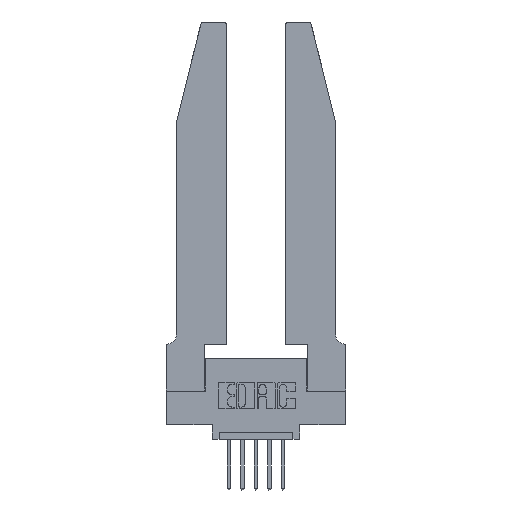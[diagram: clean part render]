
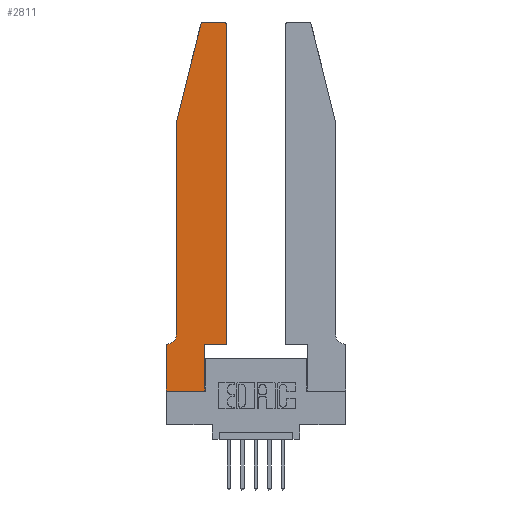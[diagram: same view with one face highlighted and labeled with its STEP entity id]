
A CAD part, top view. The second image highlights one B-rep face of the part: STEP entity #2811.
In plain terms, the highlighted planar face has unit normal (0, 0, 1).
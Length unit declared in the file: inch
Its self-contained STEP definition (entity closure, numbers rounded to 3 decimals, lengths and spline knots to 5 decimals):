
#14 = CARTESIAN_POINT ( 'NONE',  ( 0.0055, 0.35, 0.37 ) ) ;
#103 = DIRECTION ( 'NONE',  ( 0., -1., 0. ) ) ;
#158 = CARTESIAN_POINT ( 'NONE',  ( 0.0755, 2., 0.37 ) ) ;
#245 = EDGE_CURVE ( 'NONE', #7208, #5644, #4023, .T. ) ;
#613 = AXIS2_PLACEMENT_3D ( 'NONE', #9425, #12517, #6203 ) ;
#823 = CARTESIAN_POINT ( 'NONE',  ( 0.284, 2.72, 0.37 ) ) ;
#979 = FACE_OUTER_BOUND ( 'NONE', #12112, .T. ) ;
#1048 = LINE ( 'NONE', #7488, #1204 ) ;
#1204 = VECTOR ( 'NONE', #1845, 39.37008 ) ;
#1336 = DIRECTION ( 'NONE',  ( -0.239, -0.971, 0. ) ) ;
#1345 = VECTOR ( 'NONE', #10978, 39.37008 ) ;
#1517 = DIRECTION ( 'NONE',  ( 0., 1., 0. ) ) ;
#1529 = VECTOR ( 'NONE', #8009, 39.37008 ) ;
#1648 = CARTESIAN_POINT ( 'NONE',  ( 0., 0., 0.37 ) ) ;
#1845 = DIRECTION ( 'NONE',  ( 0., 1., 0. ) ) ;
#2187 = DIRECTION ( 'NONE',  ( 0., 0., 1. ) ) ;
#2613 = VERTEX_POINT ( 'NONE', #12286 ) ;
#2811 = ADVANCED_FACE ( 'NONE', ( #979 ), #11459, .T. ) ;
#2860 = LINE ( 'NONE', #1648, #1529 ) ;
#2981 = CARTESIAN_POINT ( 'NONE',  ( 0.284, 2.75, 0.37 ) ) ;
#3170 = LINE ( 'NONE', #11549, #5123 ) ;
#3215 = ORIENTED_EDGE ( 'NONE', *, *, #10241, .T. ) ;
#3247 = CARTESIAN_POINT ( 'NONE',  ( 0.4505, 0.35, 0.37 ) ) ;
#3332 = CARTESIAN_POINT ( 'NONE',  ( 0.0755, 0.42, 0.37 ) ) ;
#3358 = VERTEX_POINT ( 'NONE', #8941 ) ;
#3368 = CARTESIAN_POINT ( 'NONE',  ( 0.0755, 2., 0.37 ) ) ;
#3478 = LINE ( 'NONE', #158, #4314 ) ;
#3647 = LINE ( 'NONE', #9318, #1345 ) ;
#3770 = CARTESIAN_POINT ( 'NONE',  ( 0.0055, 0.42, 0.37 ) ) ;
#3971 = VERTEX_POINT ( 'NONE', #12692 ) ;
#4023 = CIRCLE ( 'NONE', #10916, 0.03 ) ;
#4260 = DIRECTION ( 'NONE',  ( 1., 0., 0. ) ) ;
#4314 = VECTOR ( 'NONE', #1336, 39.37008 ) ;
#4765 = CARTESIAN_POINT ( 'NONE',  ( 0.4505, 2.72, 0.37 ) ) ;
#4822 = DIRECTION ( 'NONE',  ( 0., 0., -1. ) ) ;
#5005 = ORIENTED_EDGE ( 'NONE', *, *, #245, .T. ) ;
#5060 = CARTESIAN_POINT ( 'NONE',  ( 0.2865, 0.35, 0.37 ) ) ;
#5123 = VECTOR ( 'NONE', #103, 39.37008 ) ;
#5165 = VERTEX_POINT ( 'NONE', #14 ) ;
#5270 = CARTESIAN_POINT ( 'NONE',  ( 0.4205, 2.72, 0.37 ) ) ;
#5415 = EDGE_CURVE ( 'NONE', #3971, #7208, #6992, .T. ) ;
#5606 = EDGE_CURVE ( 'NONE', #2613, #3358, #2860, .T. ) ;
#5644 = VERTEX_POINT ( 'NONE', #11164 ) ;
#5799 = EDGE_CURVE ( 'NONE', #11919, #9794, #8524, .T. ) ;
#6174 = ORIENTED_EDGE ( 'NONE', *, *, #5606, .T. ) ;
#6203 = DIRECTION ( 'NONE',  ( 1., 0., 0. ) ) ;
#6330 = LINE ( 'NONE', #3247, #6644 ) ;
#6644 = VECTOR ( 'NONE', #4260, 39.37008 ) ;
#6908 = ORIENTED_EDGE ( 'NONE', *, *, #10715, .T. ) ;
#6922 = CARTESIAN_POINT ( 'NONE',  ( 0.0755, 0.35, 0.37 ) ) ;
#6933 = CARTESIAN_POINT ( 'NONE',  ( 0.25487, 2.72718, 0.37 ) ) ;
#6960 = VERTEX_POINT ( 'NONE', #13118 ) ;
#6980 = DIRECTION ( 'NONE',  ( 0., 0., 1. ) ) ;
#6992 = LINE ( 'NONE', #10943, #10132 ) ;
#7208 = VERTEX_POINT ( 'NONE', #4765 ) ;
#7488 = CARTESIAN_POINT ( 'NONE',  ( 0.2865, 0.35, 0.37 ) ) ;
#7683 = EDGE_CURVE ( 'NONE', #10391, #5165, #9642, .T. ) ;
#7741 = ORIENTED_EDGE ( 'NONE', *, *, #10535, .T. ) ;
#7983 = EDGE_CURVE ( 'NONE', #12655, #10391, #8143, .T. ) ;
#8009 = DIRECTION ( 'NONE',  ( 1., 0., 0. ) ) ;
#8019 = ORIENTED_EDGE ( 'NONE', *, *, #12669, .T. ) ;
#8143 = LINE ( 'NONE', #10118, #9493 ) ;
#8303 = ORIENTED_EDGE ( 'NONE', *, *, #8986, .T. ) ;
#8524 = CIRCLE ( 'NONE', #12656, 0.03 ) ;
#8614 = ORIENTED_EDGE ( 'NONE', *, *, #5799, .T. ) ;
#8941 = CARTESIAN_POINT ( 'NONE',  ( 0.2865, 0., 0.37 ) ) ;
#8986 = EDGE_CURVE ( 'NONE', #13116, #3971, #6330, .T. ) ;
#9054 = ORIENTED_EDGE ( 'NONE', *, *, #9637, .T. ) ;
#9153 = DIRECTION ( 'NONE',  ( -1., 0., 0. ) ) ;
#9318 = CARTESIAN_POINT ( 'NONE',  ( 0.2605, 2.75, 0.37 ) ) ;
#9425 = CARTESIAN_POINT ( 'NONE',  ( 0., 0.35, 0.37 ) ) ;
#9493 = VECTOR ( 'NONE', #12530, 39.37008 ) ;
#9545 = DIRECTION ( 'NONE',  ( 1., 0., 0. ) ) ;
#9637 = EDGE_CURVE ( 'NONE', #3358, #13116, #1048, .T. ) ;
#9642 = CIRCLE ( 'NONE', #11234, 0.07 ) ;
#9794 = VERTEX_POINT ( 'NONE', #6933 ) ;
#10118 = CARTESIAN_POINT ( 'NONE',  ( 0.0755, 2., 0.37 ) ) ;
#10132 = VECTOR ( 'NONE', #1517, 39.37008 ) ;
#10241 = EDGE_CURVE ( 'NONE', #5644, #11919, #3647, .T. ) ;
#10391 = VERTEX_POINT ( 'NONE', #3332 ) ;
#10535 = EDGE_CURVE ( 'NONE', #5165, #6960, #13373, .T. ) ;
#10715 = EDGE_CURVE ( 'NONE', #6960, #2613, #3170, .T. ) ;
#10916 = AXIS2_PLACEMENT_3D ( 'NONE', #5270, #2187, #9545 ) ;
#10943 = CARTESIAN_POINT ( 'NONE',  ( 0.4505, 0.35, 0.37 ) ) ;
#10944 = ORIENTED_EDGE ( 'NONE', *, *, #7683, .T. ) ;
#10978 = DIRECTION ( 'NONE',  ( -1., 0., 0. ) ) ;
#11164 = CARTESIAN_POINT ( 'NONE',  ( 0.4205, 2.75, 0.37 ) ) ;
#11234 = AXIS2_PLACEMENT_3D ( 'NONE', #3770, #4822, #9153 ) ;
#11259 = DIRECTION ( 'NONE',  ( -1., 0., 0. ) ) ;
#11379 = VECTOR ( 'NONE', #11259, 39.37008 ) ;
#11459 = PLANE ( 'NONE',  #613 ) ;
#11549 = CARTESIAN_POINT ( 'NONE',  ( 0., 0., 0.37 ) ) ;
#11599 = ORIENTED_EDGE ( 'NONE', *, *, #5415, .T. ) ;
#11919 = VERTEX_POINT ( 'NONE', #2981 ) ;
#12112 = EDGE_LOOP ( 'NONE', ( #3215, #8614, #8019, #12351, #10944, #7741, #6908, #6174, #9054, #8303, #11599, #5005 ) ) ;
#12286 = CARTESIAN_POINT ( 'NONE',  ( 0., 0., 0.37 ) ) ;
#12343 = DIRECTION ( 'NONE',  ( 1., 0., 0. ) ) ;
#12351 = ORIENTED_EDGE ( 'NONE', *, *, #7983, .T. ) ;
#12517 = DIRECTION ( 'NONE',  ( 0., 0., 1. ) ) ;
#12530 = DIRECTION ( 'NONE',  ( 0., -1., 0. ) ) ;
#12655 = VERTEX_POINT ( 'NONE', #3368 ) ;
#12656 = AXIS2_PLACEMENT_3D ( 'NONE', #823, #6980, #12343 ) ;
#12669 = EDGE_CURVE ( 'NONE', #9794, #12655, #3478, .T. ) ;
#12692 = CARTESIAN_POINT ( 'NONE',  ( 0.4505, 0.35, 0.37 ) ) ;
#13116 = VERTEX_POINT ( 'NONE', #5060 ) ;
#13118 = CARTESIAN_POINT ( 'NONE',  ( 0., 0.35, 0.37 ) ) ;
#13373 = LINE ( 'NONE', #6922, #11379 ) ;
